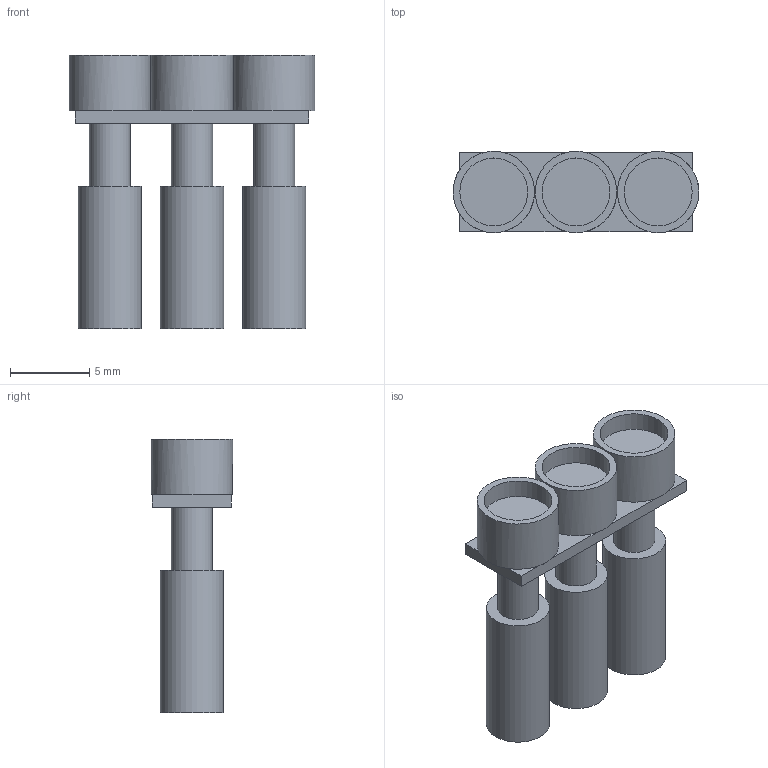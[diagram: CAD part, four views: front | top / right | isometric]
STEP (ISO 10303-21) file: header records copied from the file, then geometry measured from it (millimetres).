
FILE_DESCRIPTION(/* description */ (''),/* implementation_level */ '2;1');
FILE_NAME(/* name */ '812113联络组件（带塑料帽）CQ3-2.5.stp',/* time_stamp */ '2022-04-01T16:42:43+08:00',/* author */ (''),/* organization */ (''),/* preprocessor_version */ 'ST-DEVELOPER v16.7',/* originating_system */ 'SIEMENS PLM Software NX 12.0',/* authorisation */ '');
FILE_SCHEMA (('AUTOMOTIVE_DESIGN { 1 0 10303 214 3 1 1 1 }'));
Length unit declared in the file: millimetre
Products named in the file (1): CQ3-2.5
Bounding box: 15.55 x 5.14 x 17.3 mm (x, y, z)
Volume: 628.6 mm3; surface area: 882.5 mm2
Topology: 1 solids, 1 shells, 43 faces, 81 edges, 49 vertices
Faces by surface type: plane 31, cylinder 12
Full cylindrical faces by diameter (mm): 2.6 x3, 4 x3, 4.3 x3, 5.15 x3
Entity records: 1000 total; most frequent: DIRECTION 190, CARTESIAN_POINT 154, ORIENTED_EDGE 130, AXIS2_PLACEMENT_3D 81, EDGE_CURVE 65, EDGE_LOOP 64, VERTEX_POINT 45, ADVANCED_FACE 43
